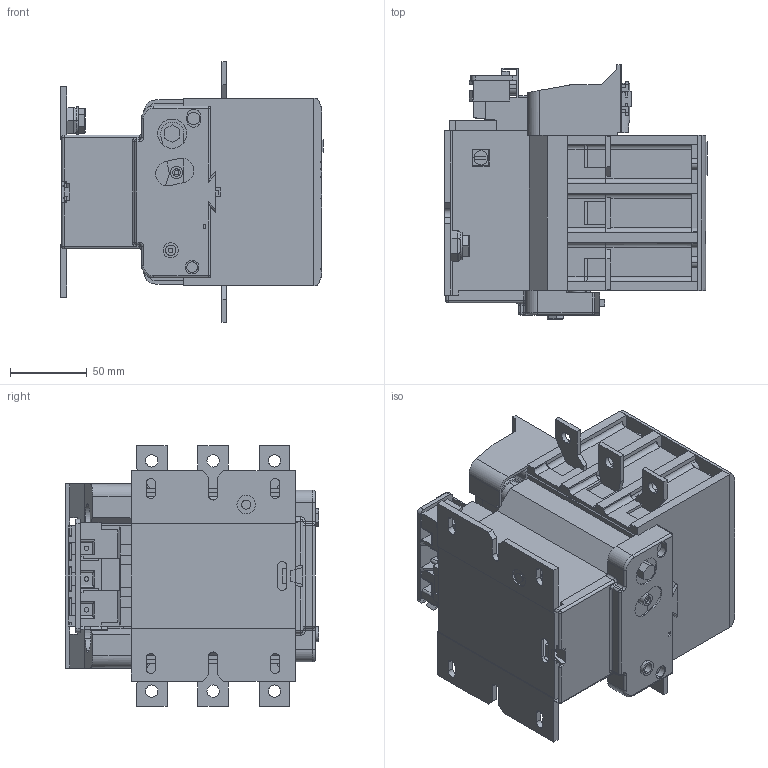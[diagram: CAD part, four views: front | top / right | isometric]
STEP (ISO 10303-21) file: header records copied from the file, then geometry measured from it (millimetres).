
FILE_DESCRIPTION (( 'STEP AP203' ), '1' );
FILE_NAME ('Êîíòàêòîð ÊÒÝ 150À.STEP', '2016-11-25T12:51:41', ( '' ), ( '' ), 'SwSTEP 2.0', 'SolidWorks 2010', '' );
FILE_SCHEMA (( 'CONFIG_CONTROL_DESIGN' ));
Length unit declared in the file: millimetre
Products named in the file (1): Êîíòàêòîð ÊÒÝ 150À
Bounding box: 171 x 165.5 x 170 mm (x, y, z)
Volume: 1452043.4 mm3; surface area: 283673.4 mm2
Topology: 1 solids, 4 shells, 1267 faces, 3556 edges, 2306 vertices
Faces by surface type: plane 961, cylinder 268, torus 26, sphere 8, cone 4
Entity records: 40863 total; most frequent: CARTESIAN_POINT 7822, ORIENTED_EDGE 7096, DIRECTION 6520, EDGE_CURVE 3548, VECTOR 2856, LINE 2856, VERTEX_POINT 2306, AXIS2_PLACEMENT_3D 1832
